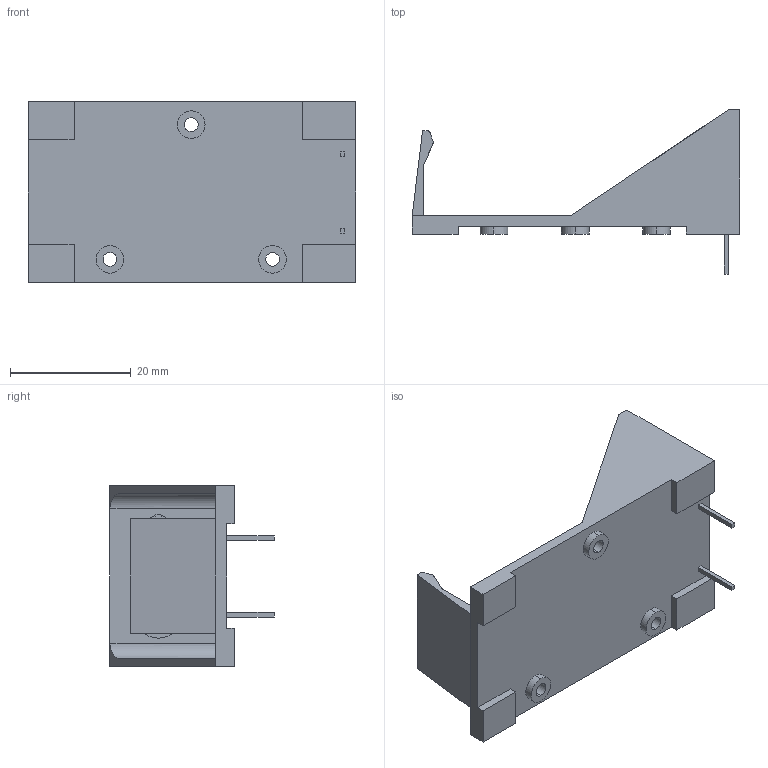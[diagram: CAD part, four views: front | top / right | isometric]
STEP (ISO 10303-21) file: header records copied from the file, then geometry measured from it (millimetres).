
FILE_DESCRIPTION (( 'STEP AP214' ), '1' );
FILE_NAME ('BH9VPC.STEP', '2019-12-31T03:26:09', ( '' ), ( '' ), 'SwSTEP 2.0', 'SolidWorks 2017', '' );
FILE_SCHEMA (( 'AUTOMOTIVE_DESIGN' ));
Length unit declared in the file: inch
Products named in the file (1): BH9VPC
Bounding box: 54.36 x 27.23 x 29.97 mm (x, y, z)
Volume: 5263 mm3; surface area: 7038.6 mm2
Topology: 5 solids, 5 shells, 216 faces, 548 edges, 358 vertices
Faces by surface type: plane 148, cylinder 64, cone 4
Entity records: 6620 total; most frequent: CARTESIAN_POINT 1171, DIRECTION 1108, ORIENTED_EDGE 1096, EDGE_CURVE 548, LINE 406, VECTOR 406, VERTEX_POINT 358, AXIS2_PLACEMENT_3D 351
